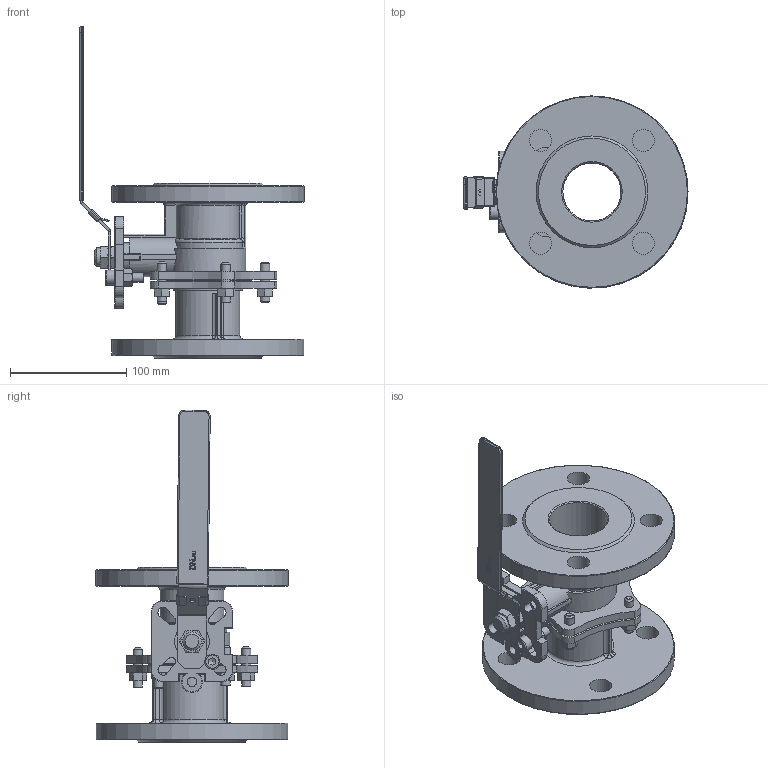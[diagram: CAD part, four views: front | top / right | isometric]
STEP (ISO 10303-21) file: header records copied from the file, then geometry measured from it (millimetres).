
FILE_DESCRIPTION(/* description */ (''),/* implementation_level */ '2;1');
FILE_NAME(/* name */ 'DN50_3D_STEP.stp',/* time_stamp */ '2023-12-14T14:38:50+03:00',/* author */ ('igorr'),/* organization */ (''),/* preprocessor_version */ 'ST-DEVELOPER v19.2',/* originating_system */ 'Autodesk Inventor 2023',/* authorisation */ '');
FILE_SCHEMA (('AUTOMOTIVE_DESIGN { 1 0 10303 214 3 1 1 }'));
Length unit declared in the file: millimetre
Products named in the file (13): Сборка; Деталь1; Деталь2; Деталь3; Деталь4; Деталь5; Деталь6; Деталь7; AS 1421 - M8 x 35 засверленный 
конец; AS 1420 - 1973 - M8 x 25; ANSI B18.2.4.2M - M6x1; ANSI B18.2.4.2M - M8x1,25; BS 3692 - M12
Assembly tree (22 placements, depth 2):
  Сборка
    Деталь1
    Деталь2
    Деталь3
    Деталь4  x2
    Деталь5
    Деталь6
    Деталь7
    AS 1421 - M8 x 35 засверленный 
конец  x5
    AS 1420 - 1973 - M8 x 25
    ANSI B18.2.4.2M - M8x1,25  x5
    ANSI B18.2.4.2M - M6x1
    BS 3692 - M12  x2
Bounding box: 192.39 x 165 x 285.14 mm (x, y, z)
Volume: 792493.6 mm3; surface area: 233690.9 mm2
Topology: 22 solids, 22 shells, 824 faces, 1951 edges, 1190 vertices
Faces by surface type: plane 389, cylinder 197, cone 140, bspline 56, torus 31, sphere 11
Full cylindrical faces by diameter (mm): 1 x1, 4.917 x1, 5 x1, 6.647 x5, 7 x10, 8 x8, 10.106 x2, 13 x1, 16 x1, 19 x8, 25 x1, 30 x2, 50 x5, 55 x1, 58 x4, 60 x3, 75 x2, 165 x2
Entity records: 20622 total; most frequent: CARTESIAN_POINT 4921, ORIENTED_EDGE 3056, DIRECTION 3050, EDGE_CURVE 1528, AXIS2_PLACEMENT_3D 1129, VERTEX_POINT 951, LINE 792, VECTOR 792
